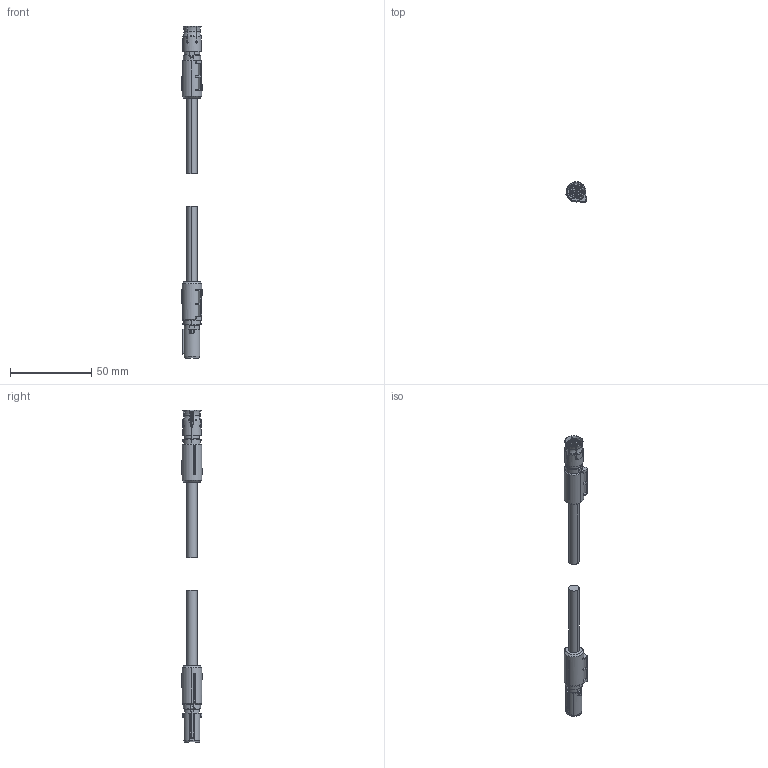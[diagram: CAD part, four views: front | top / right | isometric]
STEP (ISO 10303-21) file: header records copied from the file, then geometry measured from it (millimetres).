
FILE_DESCRIPTION(('CATIA V5 STEP Exchange','CAx-IF Rec.Pracs.--- Model Styling and Organization---1.4--- 2014-01-23'),'2;1');
FILE_NAME ('369969-1_1_2503801500_2503801500.stp','2020-03-03T07:24:50+00:00',('none'),('Weidmueller'),'CATIA Version 5-6 Release 2016 SP3 HF44','CATIA V5 STEP AP214','none');
FILE_SCHEMA(('AUTOMOTIVE_DESIGN { 1 0 10303 214 1 1 1 1 }'));
Length unit declared in the file: millimetre
Products named in the file (1): 2503801500
Bounding box: 12.41 x 12.41 x 204.85 mm (x, y, z)
Volume: 11449.4 mm3; surface area: 7676 mm2
Topology: 14 solids, 14 shells, 787 faces, 2030 edges, 1254 vertices
Faces by surface type: plane 269, cylinder 249, torus 96, bspline 75, cone 60, sphere 38
Entity records: 25621 total; most frequent: CARTESIAN_POINT 8666, ORIENTED_EDGE 3976, DIRECTION 2681, EDGE_CURVE 1988, VERTEX_POINT 1254, AXIS2_PLACEMENT_3D 1201, EDGE_LOOP 812, VECTOR 809
